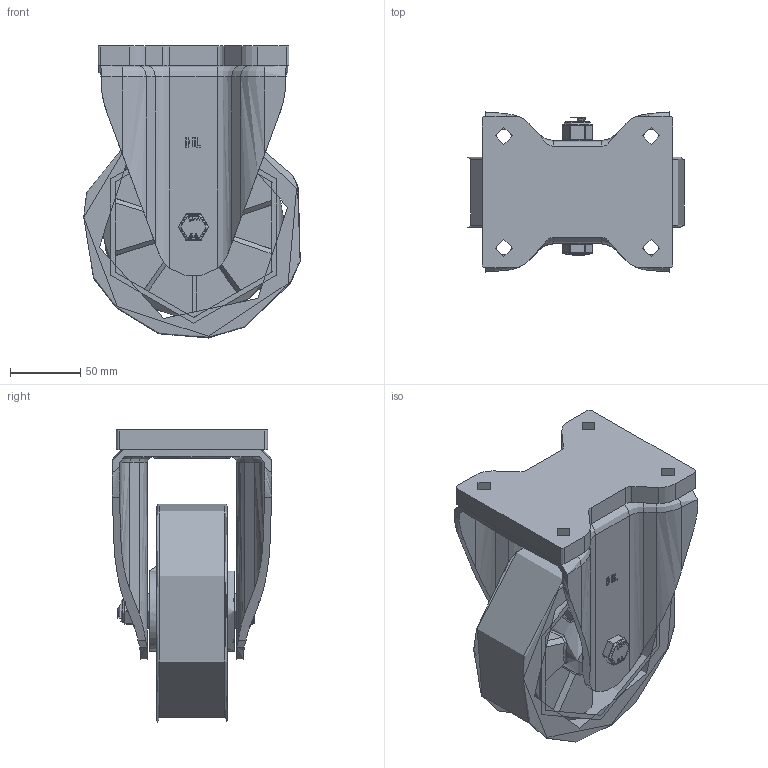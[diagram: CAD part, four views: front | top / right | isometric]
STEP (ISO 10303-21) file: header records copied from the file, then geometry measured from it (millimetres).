
FILE_DESCRIPTION(/* description */ (''),/* implementation_level */ '2;1');
FILE_NAME(/* name */ 'BZSPHF160PABJFP.step',/* time_stamp */ '2023-11-21T16:28:00Z',/* author */ (''),/* organization */ (''),/* preprocessor_version */ 'ST-DEVELOPER v20',/* originating_system */ 'Autodesk Translation Framework v12.14.0.127',/* authorisation */ '');
FILE_SCHEMA (('AUTOMOTIVE_DESIGN { 1 0 10303 214 3 1 1 }'));
Products named in the file (28): BZSPHF160PABJFP; BZSPHF150AS v1; PRESSED STEEL BRACKET; BZH160WPABJM20 v1; POLYURETHANE TYRE; ALUMINIUM RIM; BEARING6204ZZ; BALL BEARINGS; BEARING6204ZZ (1); BALL BEARINGS (1); Component3; INNER; OUTER; MIDDLE; METAL; BEARING SPACER; TH20X2X12 v1; ZINC PLATED HEADED SPACER; TH20X2X12 v1 (1); ZINC PLATED HEADED SPACER (1); HEXBOLTM12X90Z8.8 v1; GRADE 8.8 ZINC PLATED BOLT; NYLOCM12Z14MM v1; NYLOC NUT; NUT; RUBBER; FPSWBAPLP v1; BZEH ADAPTION PLATE
Assembly tree (46 placements, depth 5):
  BZSPHF160PABJFP
    BZSPHF150AS v1
      PRESSED STEEL BRACKET
    BZH160WPABJM20 v1
      POLYURETHANE TYRE
      ALUMINIUM RIM
      BEARING6204ZZ
        INNER
        OUTER
        BALL BEARINGS
          Component3  x8
        MIDDLE
        METAL
      BEARING6204ZZ (1)
        BALL BEARINGS (1)
          Component3  x8
        INNER
        OUTER
        MIDDLE
        METAL
      BEARING SPACER
    TH20X2X12 v1
      ZINC PLATED HEADED SPACER
    TH20X2X12 v1 (1)
      ZINC PLATED HEADED SPACER (1)
    HEXBOLTM12X90Z8.8 v1
      GRADE 8.8 ZINC PLATED BOLT
    NYLOCM12Z14MM v1
      NYLOC NUT
        NUT
        RUBBER
    FPSWBAPLP v1
      BZEH ADAPTION PLATE
Bounding box: 154.27 x 114 x 208.08 mm (x, y, z)
Volume: 811859.2 mm3; surface area: 343646.8 mm2
Topology: 36 solids, 36 shells, 1096 faces, 2672 edges, 1700 vertices
Faces by surface type: plane 371, cylinder 327, bspline 181, sphere 106, torus 102, cone 9
Full cylindrical faces by diameter (mm): 10 x25, 12 x3, 12.2 x4, 12.5 x4, 14 x2, 17.75 x1, 18.5 x1, 19.8 x2, 20 x3, 24 x1, 25 x2, 27 x2, 28.5 x8, 29.5 x4, 30.5 x4, 40.5 x8, 41.5 x4, 42 x10, 44 x1, 47 x4, 57 x1, 129 x2, 137 x2, 160 x1
Entity records: 73598 total; most frequent: CARTESIAN_POINT 50759, DIRECTION 4611, ORIENTED_EDGE 4602, EDGE_CURVE 2301, AXIS2_PLACEMENT_3D 1907, VERTEX_POINT 1470, EDGE_LOOP 1107, CIRCLE 1032
